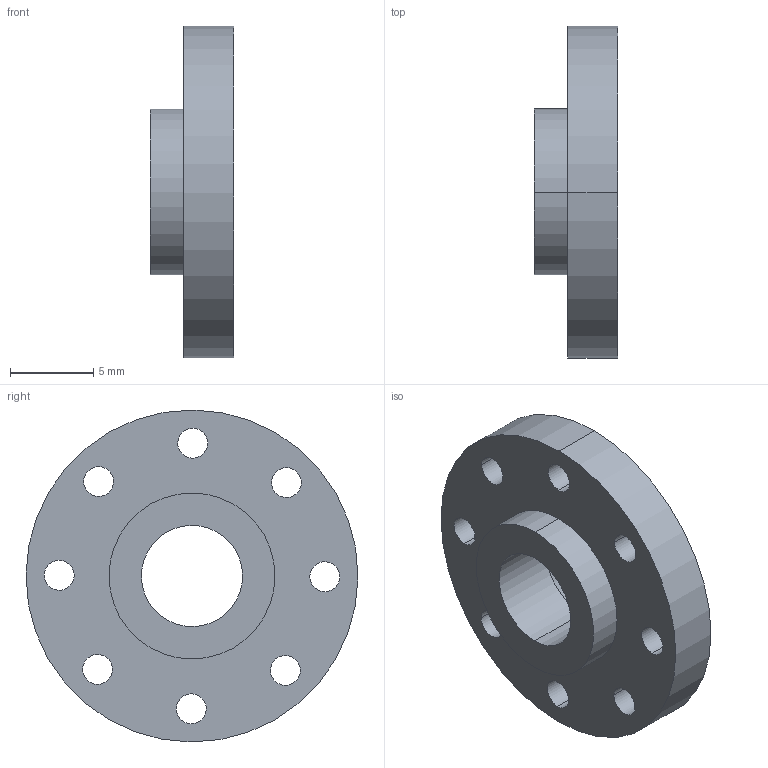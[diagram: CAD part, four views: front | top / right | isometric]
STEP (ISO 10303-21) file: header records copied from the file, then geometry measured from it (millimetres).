
FILE_DESCRIPTION (( 'STEP AP203' ), '1' );
FILE_NAME ('舵盘（副）.STEP', '2023-12-12T04:25:19', ( 'Windows 用户' ), ( '' ), 'SwSTEP 2.0', 'SolidWorks 2021', '' );
FILE_SCHEMA (( 'CONFIG_CONTROL_DESIGN' ));
Length unit declared in the file: millimetre
Products named in the file (1): 嗆攫ㄗ萵ㄘ
Bounding box: 5 x 20 x 20 mm (x, y, z)
Volume: 887.3 mm3; surface area: 1005.7 mm2
Topology: 1 solids, 1 shells, 28 faces, 73 edges, 48 vertices
Faces by surface type: cylinder 22, cone 3, plane 3
Entity records: 1002 total; most frequent: DIRECTION 179, CARTESIAN_POINT 150, ORIENTED_EDGE 146, AXIS2_PLACEMENT_3D 77, EDGE_CURVE 73, CIRCLE 48, VERTEX_POINT 48, EDGE_LOOP 47
